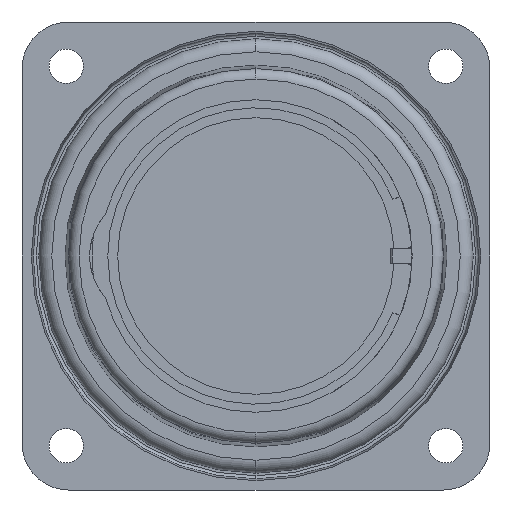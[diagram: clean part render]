
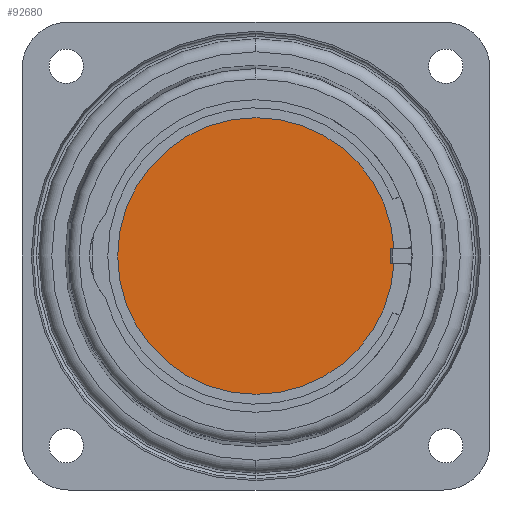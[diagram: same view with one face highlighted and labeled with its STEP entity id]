
A CAD part, left-side view. The second image highlights one B-rep face of the part: STEP entity #92680.
In plain terms, the highlighted planar face has unit normal (-1, 0, 0).
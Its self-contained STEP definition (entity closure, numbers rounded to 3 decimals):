
#90060=CARTESIAN_POINT('',(76.088,-13.279,
-0.75));
#90070=VERTEX_POINT('',#90060);
#90100=CARTESIAN_POINT('',(76.088,0.,
-0.75));
#90110=DIRECTION('',(0.,1.,0.));
#90120=VECTOR('',#90110,1.);
#90130=LINE('',#90100,#90120);
#90140=CARTESIAN_POINT('',(76.088,-12.9,-0.75));
#90150=VERTEX_POINT('',#90140);
#90160=EDGE_CURVE('',#90070,#90150,#90130,.T.);
#90510=CARTESIAN_POINT('',(76.088,-12.9,0.))
;
#90520=DIRECTION('',(0.,0.,1.));
#90530=VECTOR('',#90520,1.);
#90540=LINE('',#90510,#90530);
#90550=CARTESIAN_POINT('',(76.088,-12.9,0.75));
#90560=VERTEX_POINT('',#90550);
#90570=EDGE_CURVE('',#90150,#90560,#90540,.T.);
#90800=CARTESIAN_POINT('',(76.088,0.,
0.75));
#90810=DIRECTION('',(0.,-1.,0.));
#90820=VECTOR('',#90810,1.);
#90830=LINE('',#90800,#90820);
#90840=CARTESIAN_POINT('',(76.088,-13.279,
0.75));
#90850=VERTEX_POINT('',#90840);
#90860=EDGE_CURVE('',#90560,#90850,#90830,.T.);
#92350=CARTESIAN_POINT('',(76.088,0.,
-13.3));
#92360=VERTEX_POINT('',#92350);
#92390=CARTESIAN_POINT('',(76.088,0.,
0.));
#92400=DIRECTION('',(-1.,0.,0.));
#92410=DIRECTION('',(0.,1.,0.));
#92420=AXIS2_PLACEMENT_3D('',#92390,#92400,#92410);
#92430=CIRCLE('',#92420,13.3);
#92440=EDGE_CURVE('',#92360,#90070,#92430,.T.);
#92510=CARTESIAN_POINT('',(76.088,6.65,
0.));
#92520=DIRECTION('',(1.,0.,0.));
#92530=DIRECTION('',(0.,0.,-1.));
#92540=AXIS2_PLACEMENT_3D('',#92510,#92520,#92530);
#92550=PLANE('',#92540);
#92560=CARTESIAN_POINT('',(76.088,0.,
13.3));
#92570=VERTEX_POINT('',#92560);
#92580=EDGE_CURVE('',#92570,#92360,#92430,.T.);
#92590=ORIENTED_EDGE('',*,*,#92580,.T.);
#92600=EDGE_CURVE('',#90850,#92570,#92430,.T.);
#92610=ORIENTED_EDGE('',*,*,#92600,.T.);
#92620=ORIENTED_EDGE('',*,*,#90860,.T.);
#92630=ORIENTED_EDGE('',*,*,#90570,.T.);
#92640=ORIENTED_EDGE('',*,*,#90160,.T.);
#92650=ORIENTED_EDGE('',*,*,#92440,.T.);
#92660=EDGE_LOOP('',(#92650,#92640,#92630,#92620,#92610,#92590));
#92670=FACE_OUTER_BOUND('',#92660,.T.);
#92680=ADVANCED_FACE('',(#92670),#92550,.F.);
